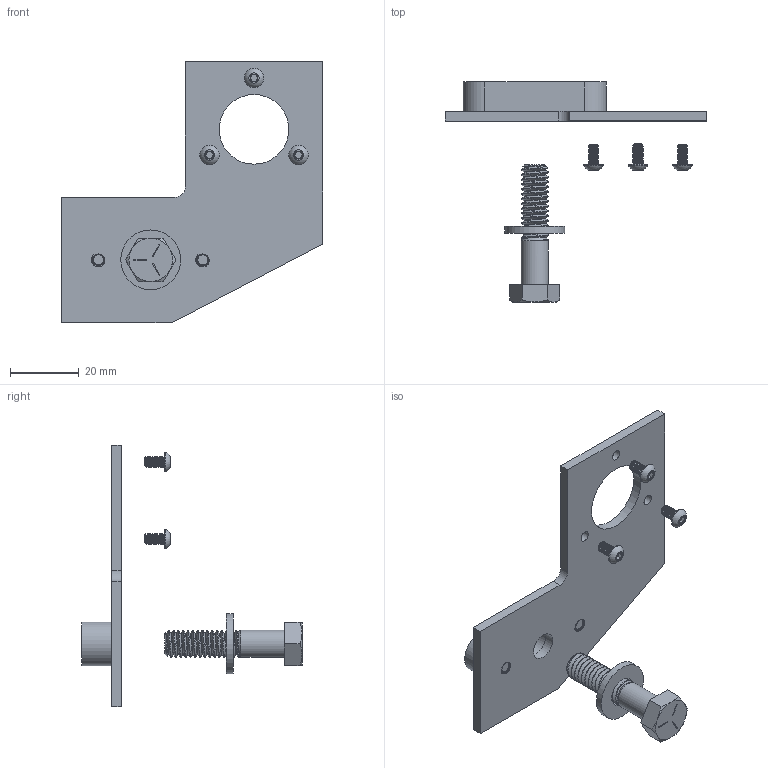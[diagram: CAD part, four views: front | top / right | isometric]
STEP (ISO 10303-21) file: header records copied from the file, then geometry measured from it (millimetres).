
FILE_DESCRIPTION(/* description */ (''),/* implementation_level */ '2;1');
FILE_NAME(/* name */ '0509698b-0ea1-453e-92bc-e0fae883495b.stp',/* time_stamp */ '2020-03-21T20:44:53+00:00',/* author */ (''),/* organization */ (''),/* preprocessor_version */ 'ST-DEVELOPER v18',/* originating_system */ 'Autodesk Translation Framework v8.12.0.6',/* authorisation */ '');
FILE_SCHEMA (('AUTOMOTIVE_DESIGN { 1 0 10303 214 3 1 1 }'));
Length unit declared in the file: inch
Products named in the file (7): Logan Model 200 Encoder Bracket; Plate; Tang; 91251A190; 91239A111; 90126A030; 92865A158
Assembly tree (9 placements, depth 2):
  Logan Model 200 Encoder Bracket
    Plate
    Tang
    91251A190  x2
    91239A111  x3
    90126A030
    92865A158
Bounding box: 76.2 x 64.27 x 76.2 mm (x, y, z)
Volume: 26162.2 mm3; surface area: 21787.3 mm2
Topology: 10 solids, 10 shells, 358 faces, 907 edges, 588 vertices
Faces by surface type: cylinder 196, plane 94, cone 49, bspline 16, sphere 3
Full cylindrical faces by diameter (mm): 2.35 x33, 3 x36, 3.134 x14, 3.416 x6, 3.454 x4, 4.166 x20, 5.7 x3, 6.117 x13, 6.858 x2, 7.62 x2, 7.938 x3, 7.95 x15, 8.738 x1, 17.475 x1, 20.32 x2
Entity records: 15733 total; most frequent: CARTESIAN_POINT 10339, ORIENTED_EDGE 1158, DIRECTION 933, EDGE_CURVE 579, VERTEX_POINT 378, AXIS2_PLACEMENT_3D 354, EDGE_LOOP 273, FACE_OUTER_BOUND 226
